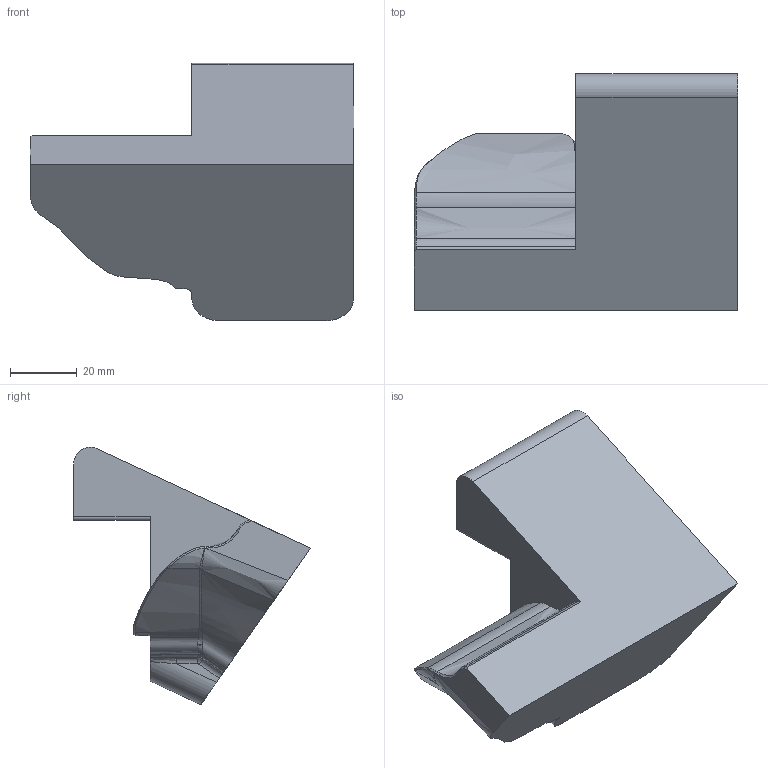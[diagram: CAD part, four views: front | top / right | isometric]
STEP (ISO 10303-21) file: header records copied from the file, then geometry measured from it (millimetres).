
FILE_DESCRIPTION(/* description */ (''),/* implementation_level */ '2;1');
FILE_NAME(/* name */ 'stand.step',/* time_stamp */ '2023-11-24T08:47:27-05:00',/* author */ (''),/* organization */ (''),/* preprocessor_version */ 'ST-DEVELOPER v20',/* originating_system */ 'Autodesk Translation Framework v12.14.0.127',/* authorisation */ '');
FILE_SCHEMA (('AUTOMOTIVE_DESIGN { 1 0 10303 214 3 1 1 }'));
Length unit declared in the file: millimetre
Products named in the file (2): Tadpole Case Small Buttons; Case
Assembly tree (1 placements, depth 2):
  Tadpole Case Small Buttons
    Case
Bounding box: 96.53 x 70.7 x 76.85 mm (x, y, z)
Volume: 159415.2 mm3; surface area: 22303.2 mm2
Topology: 1 solids, 1 shells, 75 faces, 253 edges, 181 vertices
Faces by surface type: bspline 38, plane 19, cylinder 14, cone 3, torus 1
Full cylindrical faces by diameter (mm): 6.5 x1
Entity records: 5199 total; most frequent: CARTESIAN_POINT 3267, ORIENTED_EDGE 506, EDGE_CURVE 253, DIRECTION 233, VERTEX_POINT 181, B_SPLINE_CURVE_WITH_KNOTS 142, AXIS2_PLACEMENT_3D 83, EDGE_LOOP 76
